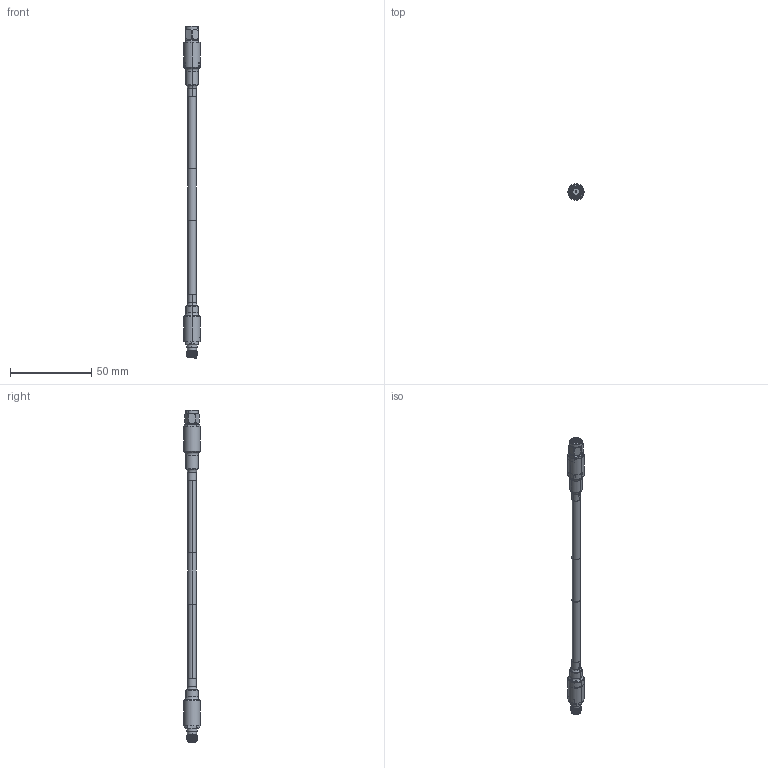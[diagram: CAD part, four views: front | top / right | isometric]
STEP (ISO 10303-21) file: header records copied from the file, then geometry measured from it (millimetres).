
FILE_DESCRIPTION (( 'STEP AP214' ), '1' );
FILE_NAME ('FMC00634_3D.step', '2023-03-01T18:14:16', ( '' ), ( '' ), 'SwSTEP 2.0', 'SolidWorks 2022', '' );
FILE_SCHEMA (( 'AUTOMOTIVE_DESIGN' ));
Length unit declared in the file: inch
Products named in the file (5): FMC00634_3D; Part9^FMC00634; Copy of PE44814 ¦ FMCN1080^FMC00634; Copy of LL142^FMC00634; Copy of PE44826-4MJR5 ¦ FMCN1085-4MJR5^FMC00634
Assembly tree (4 placements, depth 2):
  FMC00634_3D
    Copy of PE44826-4MJR5 ¦ FMCN1085-4MJR5^FMC00634
    Copy of PE44814 ¦ FMCN1080^FMC00634
    Copy of LL142^FMC00634
    Part9^FMC00634
Bounding box: 9.91 x 9.91 x 204.36 mm (x, y, z)
Volume: 6579 mm3; surface area: 8359 mm2
Topology: 5 solids, 5 shells, 251 faces, 580 edges, 358 vertices
Faces by surface type: cylinder 110, cone 70, plane 53, torus 10, bspline 8
Entity records: 10621 total; most frequent: CARTESIAN_POINT 4697, DIRECTION 1204, ORIENTED_EDGE 1160, EDGE_CURVE 580, AXIS2_PLACEMENT_3D 500, VERTEX_POINT 358, EDGE_LOOP 274, FACE_OUTER_BOUND 251
